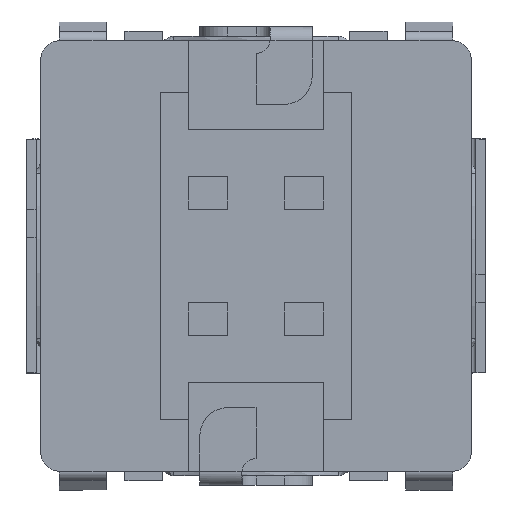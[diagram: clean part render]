
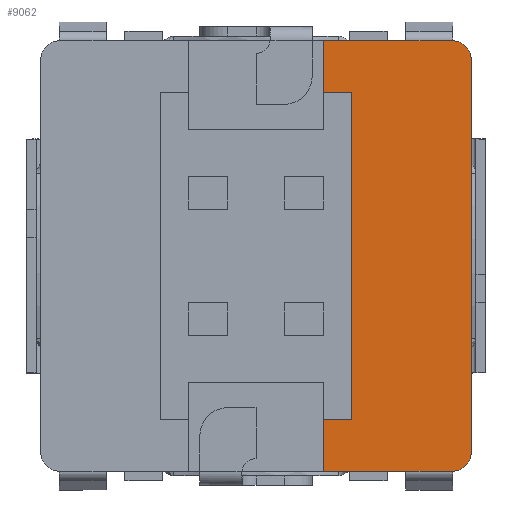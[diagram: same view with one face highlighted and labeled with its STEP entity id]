
A CAD part, front view. The second image highlights one B-rep face of the part: STEP entity #9062.
In plain terms, the highlighted planar face has unit normal (0, -1, 0).
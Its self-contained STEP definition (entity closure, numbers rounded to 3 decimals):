
#90 = EDGE_CURVE ( 'NONE', #2132, #5346, #6692, .T. ) ;
#119 = CARTESIAN_POINT ( 'NONE',  ( 2.1, 0., 2.3 ) ) ;
#194 = DIRECTION ( 'NONE',  ( 0., 1., 0. ) ) ;
#231 = CARTESIAN_POINT ( 'NONE',  ( 2.1, 0., -2.3 ) ) ;
#445 = VERTEX_POINT ( 'NONE', #7566 ) ;
#486 = ORIENTED_EDGE ( 'NONE', *, *, #3991, .F. ) ;
#493 = CIRCLE ( 'NONE', #1706, 0.2 ) ;
#513 = DIRECTION ( 'NONE',  ( -1., 0., 0. ) ) ;
#562 = DIRECTION ( 'NONE',  ( -1., 0., 0. ) ) ;
#691 = CARTESIAN_POINT ( 'NONE',  ( 0.725, 0., -2.3 ) ) ;
#760 = EDGE_CURVE ( 'NONE', #1545, #999, #1586, .T. ) ;
#999 = VERTEX_POINT ( 'NONE', #9856 ) ;
#1095 = ORIENTED_EDGE ( 'NONE', *, *, #6401, .F. ) ;
#1135 = ORIENTED_EDGE ( 'NONE', *, *, #8858, .F. ) ;
#1356 = CARTESIAN_POINT ( 'NONE',  ( 1.6, 0., -2.3 ) ) ;
#1462 = DIRECTION ( 'NONE',  ( -1., 0., 0. ) ) ;
#1541 = CARTESIAN_POINT ( 'NONE',  ( 1.025, 0., -1.75 ) ) ;
#1545 = VERTEX_POINT ( 'NONE', #7295 ) ;
#1563 = EDGE_CURVE ( 'NONE', #1935, #2132, #6948, .T. ) ;
#1586 = LINE ( 'NONE', #1541, #4778 ) ;
#1671 = DIRECTION ( 'NONE',  ( 0., 1., 0. ) ) ;
#1706 = AXIS2_PLACEMENT_3D ( 'NONE', #4678, #194, #9850 ) ;
#1713 = CARTESIAN_POINT ( 'NONE',  ( 2.3, 0., -2.3 ) ) ;
#1780 = VERTEX_POINT ( 'NONE', #1356 ) ;
#1809 = LINE ( 'NONE', #7078, #1828 ) ;
#1828 = VECTOR ( 'NONE', #6000, 1000. ) ;
#1935 = VERTEX_POINT ( 'NONE', #5032 ) ;
#1952 = LINE ( 'NONE', #5177, #6470 ) ;
#1986 = ORIENTED_EDGE ( 'NONE', *, *, #8656, .F. ) ;
#2035 = ORIENTED_EDGE ( 'NONE', *, *, #8876, .F. ) ;
#2084 = ORIENTED_EDGE ( 'NONE', *, *, #760, .T. ) ;
#2110 = DIRECTION ( 'NONE',  ( 1., 0., 0. ) ) ;
#2132 = VERTEX_POINT ( 'NONE', #10496 ) ;
#2293 = VERTEX_POINT ( 'NONE', #9882 ) ;
#2768 = CARTESIAN_POINT ( 'NONE',  ( 2.3, 0., -2.3 ) ) ;
#2805 = LINE ( 'NONE', #1713, #5137 ) ;
#2850 = VERTEX_POINT ( 'NONE', #10644 ) ;
#2894 = DIRECTION ( 'NONE',  ( -1., 0., 0. ) ) ;
#2918 = DIRECTION ( 'NONE',  ( 1., 0., 0. ) ) ;
#2922 = ORIENTED_EDGE ( 'NONE', *, *, #8152, .F. ) ;
#3233 = DIRECTION ( 'NONE',  ( 0., 1., 0. ) ) ;
#3446 = DIRECTION ( 'NONE',  ( 0., 0., 1. ) ) ;
#3856 = AXIS2_PLACEMENT_3D ( 'NONE', #2768, #1671, #513 ) ;
#3887 = PLANE ( 'NONE',  #3856 ) ;
#3991 = EDGE_CURVE ( 'NONE', #445, #9305, #1952, .T. ) ;
#4029 = CARTESIAN_POINT ( 'NONE',  ( 2.3, 0., -2.3 ) ) ;
#4120 = CARTESIAN_POINT ( 'NONE',  ( 0.725, 0., 2.3 ) ) ;
#4358 = CARTESIAN_POINT ( 'NONE',  ( 2.1, 0., -2.1 ) ) ;
#4558 = CARTESIAN_POINT ( 'NONE',  ( 0.725, 0., -2.3 ) ) ;
#4678 = CARTESIAN_POINT ( 'NONE',  ( 2.1, 0., 2.1 ) ) ;
#4719 = DIRECTION ( 'NONE',  ( 0., 0., -1. ) ) ;
#4748 = EDGE_CURVE ( 'NONE', #4911, #1780, #2805, .T. ) ;
#4778 = VECTOR ( 'NONE', #1462, 1000. ) ;
#4888 = EDGE_CURVE ( 'NONE', #2293, #2850, #6921, .T. ) ;
#4911 = VERTEX_POINT ( 'NONE', #231 ) ;
#5032 = CARTESIAN_POINT ( 'NONE',  ( 1.025, 0., 1.75 ) ) ;
#5137 = VECTOR ( 'NONE', #562, 1000. ) ;
#5149 = ORIENTED_EDGE ( 'NONE', *, *, #7956, .T. ) ;
#5153 = LINE ( 'NONE', #4029, #8547 ) ;
#5177 = CARTESIAN_POINT ( 'NONE',  ( 2.3, 0., 2.3 ) ) ;
#5233 = ORIENTED_EDGE ( 'NONE', *, *, #4888, .F. ) ;
#5327 = VECTOR ( 'NONE', #3446, 1000. ) ;
#5346 = VERTEX_POINT ( 'NONE', #4120 ) ;
#5494 = ORIENTED_EDGE ( 'NONE', *, *, #1563, .F. ) ;
#5667 = LINE ( 'NONE', #4558, #5327 ) ;
#5714 = VECTOR ( 'NONE', #6840, 1000. ) ;
#5825 = CARTESIAN_POINT ( 'NONE',  ( 2.3, 0., -2.3 ) ) ;
#6000 = DIRECTION ( 'NONE',  ( 1., 0., 0. ) ) ;
#6011 = DIRECTION ( 'NONE',  ( 0., 0., -1. ) ) ;
#6401 = EDGE_CURVE ( 'NONE', #2850, #4911, #8278, .T. ) ;
#6470 = VECTOR ( 'NONE', #2918, 1000. ) ;
#6637 = DIRECTION ( 'NONE',  ( 0., 0., 1. ) ) ;
#6692 = LINE ( 'NONE', #691, #7524 ) ;
#6840 = DIRECTION ( 'NONE',  ( -1., 0., 0. ) ) ;
#6861 = CARTESIAN_POINT ( 'NONE',  ( 2.3, 0., 1.75 ) ) ;
#6921 = LINE ( 'NONE', #5825, #7747 ) ;
#6948 = LINE ( 'NONE', #6861, #5714 ) ;
#7078 = CARTESIAN_POINT ( 'NONE',  ( 2.3, 0., 2.3 ) ) ;
#7090 = CARTESIAN_POINT ( 'NONE',  ( 1.025, 0., 1.75 ) ) ;
#7163 = VERTEX_POINT ( 'NONE', #7508 ) ;
#7295 = CARTESIAN_POINT ( 'NONE',  ( 1.025, 0., -1.75 ) ) ;
#7320 = ORIENTED_EDGE ( 'NONE', *, *, #4748, .F. ) ;
#7508 = CARTESIAN_POINT ( 'NONE',  ( 0.725, 0., -2.3 ) ) ;
#7524 = VECTOR ( 'NONE', #6637, 1000. ) ;
#7566 = CARTESIAN_POINT ( 'NONE',  ( 1.6, 0., 2.3 ) ) ;
#7747 = VECTOR ( 'NONE', #4719, 1000. ) ;
#7956 = EDGE_CURVE ( 'NONE', #1935, #1545, #8164, .T. ) ;
#8152 = EDGE_CURVE ( 'NONE', #7163, #999, #5667, .T. ) ;
#8164 = LINE ( 'NONE', #7090, #8292 ) ;
#8278 = CIRCLE ( 'NONE', #10199, 0.2 ) ;
#8292 = VECTOR ( 'NONE', #6011, 1000. ) ;
#8547 = VECTOR ( 'NONE', #2894, 1000. ) ;
#8563 = ORIENTED_EDGE ( 'NONE', *, *, #90, .F. ) ;
#8656 = EDGE_CURVE ( 'NONE', #9305, #2293, #493, .T. ) ;
#8858 = EDGE_CURVE ( 'NONE', #1780, #7163, #5153, .T. ) ;
#8876 = EDGE_CURVE ( 'NONE', #5346, #445, #1809, .T. ) ;
#9057 = EDGE_LOOP ( 'NONE', ( #486, #2035, #8563, #5494, #5149, #2084, #2922, #1135, #7320, #1095, #5233, #1986 ) ) ;
#9062 = ADVANCED_FACE ( 'NONE', ( #9306 ), #3887, .F. ) ;
#9305 = VERTEX_POINT ( 'NONE', #119 ) ;
#9306 = FACE_OUTER_BOUND ( 'NONE', #9057, .T. ) ;
#9850 = DIRECTION ( 'NONE',  ( 1., 0., 0. ) ) ;
#9856 = CARTESIAN_POINT ( 'NONE',  ( 0.725, 0., -1.75 ) ) ;
#9882 = CARTESIAN_POINT ( 'NONE',  ( 2.3, 0., 2.1 ) ) ;
#10199 = AXIS2_PLACEMENT_3D ( 'NONE', #4358, #3233, #2110 ) ;
#10496 = CARTESIAN_POINT ( 'NONE',  ( 0.725, 0., 1.75 ) ) ;
#10644 = CARTESIAN_POINT ( 'NONE',  ( 2.3, 0., -2.1 ) ) ;
